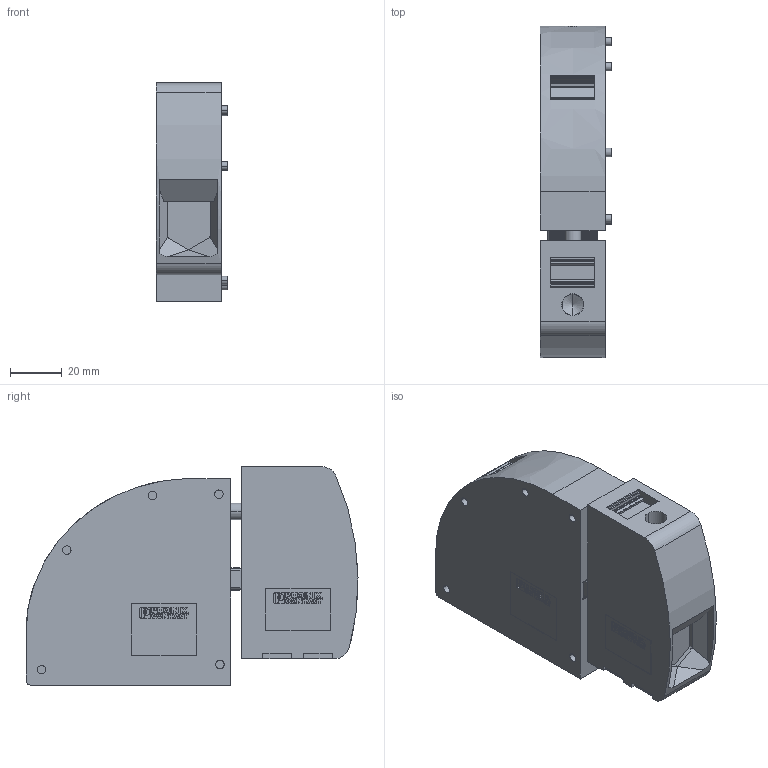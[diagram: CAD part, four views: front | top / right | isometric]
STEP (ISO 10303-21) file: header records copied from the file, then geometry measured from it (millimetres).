
FILE_DESCRIPTION(('Creo Elements/Direct Modeling STEP Export'),'2;1');
FILE_NAME('model.stp','2019-10-11T 0:15:37',(''),(''),'Creo Elements/Direct Modeling STEP processor for AP214 (Solid Model)','Creo Elements/Direct Modeling 20.1A 29-Sep-2018 (C) Parametric Technology GmbH','');
FILE_SCHEMA(('AUTOMOTIVE_DESIGN { 1 0 10303 214 1 1 1 1 }'));
Length unit declared in the file: millimetre
Products named in the file (3): UW_95-I-select; UWV_S-A_select; UWV_95_S-select
Assembly tree (2 placements, depth 2):
  UWV_95_S-select
    UWV_S-A_select
    UW_95-I-select
Bounding box: 27.5 x 127.69 x 84.08 mm (x, y, z)
Volume: 200763 mm3; surface area: 40760.6 mm2
Topology: 2 solids, 2 shells, 1799 faces, 4912 edges, 3277 vertices
Faces by surface type: plane 1409, cylinder 251, extrusion 133, cone 6
Entity records: 74764 total; most frequent: CARTESIAN_POINT 15671, ORIENTED_EDGE 9816, DIRECTION 8162, EDGE_CURVE 4908, VECTOR 4182, LINE 4049, VERTEX_POINT 3277, AXIS2_PLACEMENT_3D 1990
